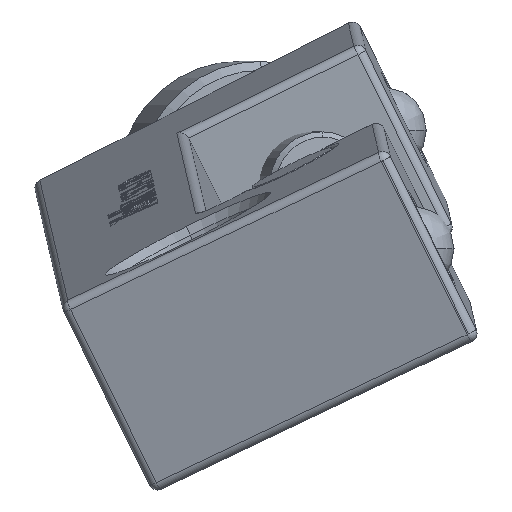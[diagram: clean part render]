
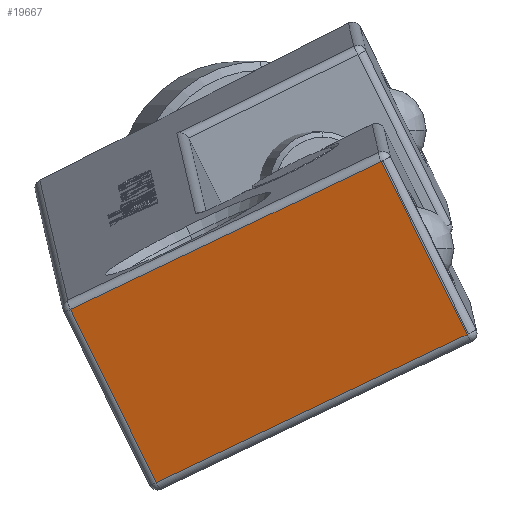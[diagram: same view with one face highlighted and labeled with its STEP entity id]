
A CAD part, left-side view. The second image highlights one B-rep face of the part: STEP entity #19667.
In plain terms, the highlighted planar face has unit normal (-0.978, 0.141, -0.155).
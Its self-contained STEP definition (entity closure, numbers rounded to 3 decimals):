
#642 = CARTESIAN_POINT ( 'NONE',  ( -1.249, 54.391, -24.113 ) ) ;
#873 = CARTESIAN_POINT ( 'NONE',  ( -2.146, 59.48, -13.839 ) ) ;
#983 = CARTESIAN_POINT ( 'NONE',  ( -2.107, 59.259, -14.286 ) ) ;
#1477 = VECTOR ( 'NONE', #19696, 1000. ) ;
#1532 = EDGE_CURVE ( 'NONE', #18783, #13896, #1979, .T. ) ;
#1979 = LINE ( 'NONE', #873, #4728 ) ;
#2378 = CARTESIAN_POINT ( 'NONE',  ( -1.249, 54.391, -24.113 ) ) ;
#3651 = VERTEX_POINT ( 'NONE', #6405 ) ;
#4386 = DIRECTION ( 'NONE',  ( 0.078, -0.443, -0.893 ) ) ;
#4517 = LINE ( 'NONE', #12341, #1477 ) ;
#4613 = FACE_OUTER_BOUND ( 'NONE', #14063, .T. ) ;
#4728 = VECTOR ( 'NONE', #4386, 1000. ) ;
#6405 = CARTESIAN_POINT ( 'NONE',  ( 1.762, 76.897, -22.685 ) ) ;
#7889 = DIRECTION ( 'NONE',  ( -0.194, -0.886, 0.422 ) ) ;
#8590 = DIRECTION ( 'NONE',  ( 0.978, -0.141, 0.155 ) ) ;
#9170 = CARTESIAN_POINT ( 'NONE',  ( 2.62, 72.029, -32.512 ) ) ;
#9655 = DIRECTION ( 'NONE',  ( 0.078, -0.443, -0.893 ) ) ;
#10049 = LINE ( 'NONE', #642, #19790 ) ;
#12006 = ORIENTED_EDGE ( 'NONE', *, *, #20520, .T. ) ;
#12195 = VECTOR ( 'NONE', #9655, 1000. ) ;
#12341 = CARTESIAN_POINT ( 'NONE',  ( 1.762, 76.897, -22.685 ) ) ;
#12530 = ORIENTED_EDGE ( 'NONE', *, *, #17074, .T. ) ;
#12632 = VERTEX_POINT ( 'NONE', #9170 ) ;
#12684 = AXIS2_PLACEMENT_3D ( 'NONE', #23154, #8590, #19427 ) ;
#13248 = LINE ( 'NONE', #18793, #12195 ) ;
#13896 = VERTEX_POINT ( 'NONE', #2378 ) ;
#14063 = EDGE_LOOP ( 'NONE', ( #22860, #12006, #21910, #12530 ) ) ;
#17074 = EDGE_CURVE ( 'NONE', #12632, #13896, #10049, .T. ) ;
#18783 = VERTEX_POINT ( 'NONE', #983 ) ;
#18793 = CARTESIAN_POINT ( 'NONE',  ( 1.723, 77.118, -22.238 ) ) ;
#19427 = DIRECTION ( 'NONE',  ( 0.078, -0.443, -0.893 ) ) ;
#19547 = PLANE ( 'NONE',  #12684 ) ;
#19667 = ADVANCED_FACE ( 'NONE', ( #4613 ), #19547, .F. ) ;
#19696 = DIRECTION ( 'NONE',  ( 0.194, 0.886, -0.422 ) ) ;
#19790 = VECTOR ( 'NONE', #7889, 1000. ) ;
#20520 = EDGE_CURVE ( 'NONE', #18783, #3651, #4517, .T. ) ;
#21910 = ORIENTED_EDGE ( 'NONE', *, *, #21981, .T. ) ;
#21981 = EDGE_CURVE ( 'NONE', #3651, #12632, #13248, .T. ) ;
#22860 = ORIENTED_EDGE ( 'NONE', *, *, #1532, .F. ) ;
#23154 = CARTESIAN_POINT ( 'NONE',  ( -2.146, 59.48, -13.839 ) ) ;
